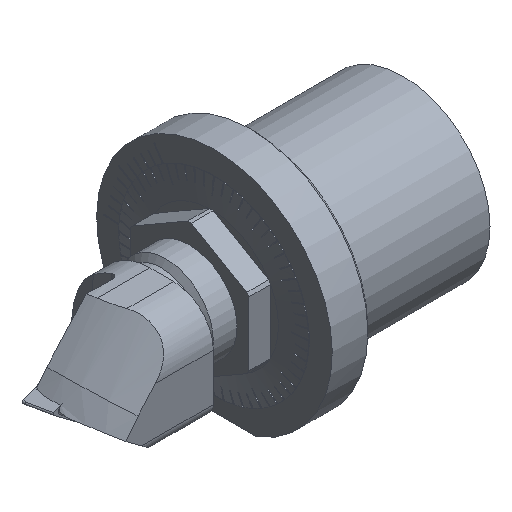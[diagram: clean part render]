
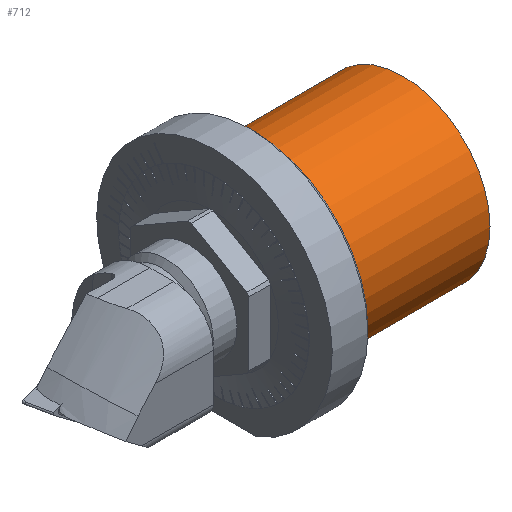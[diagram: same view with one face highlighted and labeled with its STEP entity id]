
A CAD part, isometric view. The second image highlights one B-rep face of the part: STEP entity #712.
In plain terms, the highlighted cylindrical face has radius 10.993 mm (diameter 21.986 mm), a full revolution.
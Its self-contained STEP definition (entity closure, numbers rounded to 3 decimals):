
#186=CYLINDRICAL_SURFACE('',#7247,10.993);
#433=FACE_BOUND('',#1757,.T.);
#434=FACE_BOUND('',#1758,.T.);
#484=CIRCLE('',#7204,10.993);
#509=CIRCLE('',#7244,10.993);
#712=ADVANCED_FACE('',(#433,#434),#186,.T.);
#1757=EDGE_LOOP('',(#3600));
#1758=EDGE_LOOP('',(#3601));
#3600=ORIENTED_EDGE('',*,*,#6187,.F.);
#3601=ORIENTED_EDGE('',*,*,#6091,.T.);
#5384=VERTEX_POINT('',#9910);
#5476=VERTEX_POINT('',#10113);
#6091=EDGE_CURVE('',#5384,#5384,#484,.T.);
#6187=EDGE_CURVE('',#5476,#5476,#509,.T.);
#7204=AXIS2_PLACEMENT_3D('',#9909,#7952,#7953);
#7244=AXIS2_PLACEMENT_3D('',#10112,#8103,#8104);
#7247=AXIS2_PLACEMENT_3D('',#10117,#8109,#8110);
#7952=DIRECTION('',(1.,0.,0.));
#7953=DIRECTION('',(0.,0.,-1.));
#8103=DIRECTION('',(1.,0.,0.));
#8104=DIRECTION('',(0.,0.,1.));
#8109=DIRECTION('',(1.,0.,0.));
#8110=DIRECTION('',(0.,0.,1.));
#9909=CARTESIAN_POINT('',(0.,0.,0.));
#9910=CARTESIAN_POINT('',(0.,0.,-10.993));
#10112=CARTESIAN_POINT('',(18.8,0.,0.));
#10113=CARTESIAN_POINT('',(18.8,0.,10.993));
#10117=CARTESIAN_POINT('',(87.976,0.,0.));
